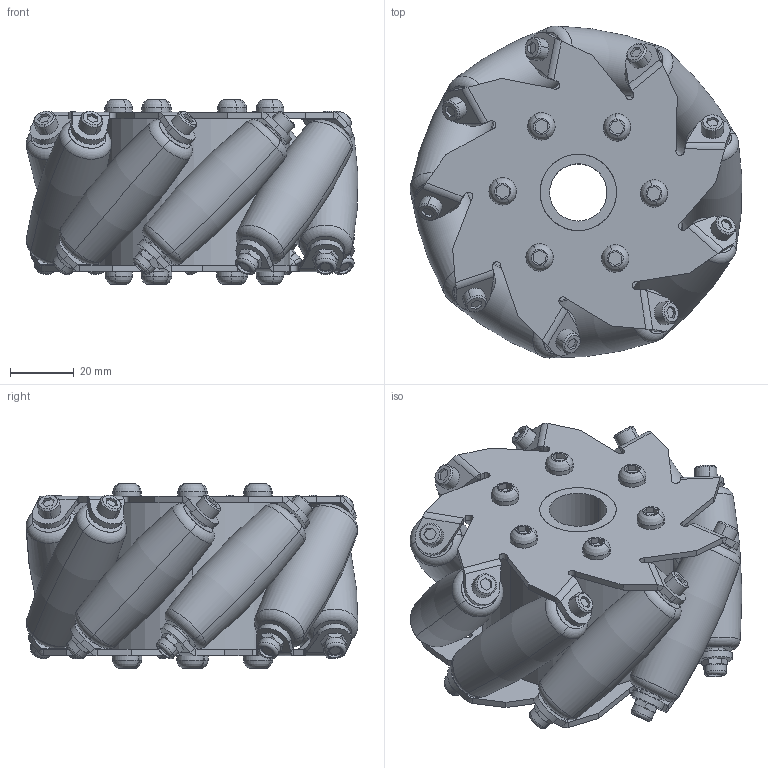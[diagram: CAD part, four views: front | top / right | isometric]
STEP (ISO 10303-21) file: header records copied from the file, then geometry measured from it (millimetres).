
FILE_DESCRIPTION (( 'STEP AP214' ), '1' );
FILE_NAME ('Mecanum Wheel (dia 100).STEP', '2022-11-25T03:21:28', ( '' ), ( '' ), 'SwSTEP 2.0', 'SolidWorks 2021', '' );
FILE_SCHEMA (( 'AUTOMOTIVE_DESIGN' ));
Length unit declared in the file: millimetre
Products named in the file (8): Shaft; Body; Roller; torque nut 08_iso_ISO 10511-M4-N; Bolt (M3); Roller Bracket; Mecanum Wheel (dia 100); Bolt (M5)
Assembly tree (60 placements, depth 2):
  Mecanum Wheel (dia 100)
    Shaft
    Body  x2
    Bolt (M3)  x9
    Bolt (M5)  x12
    Roller  x9
    Roller Bracket  x18
    torque nut 08_iso_ISO 10511-M4-N  x9
Bounding box: 104.13 x 104.19 x 58 mm (x, y, z)
Volume: 266614.9 mm3; surface area: 115490.7 mm2
Topology: 60 solids, 60 shells, 1447 faces, 3180 edges, 1960 vertices
Faces by surface type: cylinder 578, plane 533, cone 186, torus 96, bspline 54
Entity records: 10055 total; most frequent: CARTESIAN_POINT 2190, DIRECTION 1587, ORIENTED_EDGE 1476, EDGE_CURVE 738, AXIS2_PLACEMENT_3D 629, VERTEX_POINT 456, EDGE_LOOP 382, LINE 329
